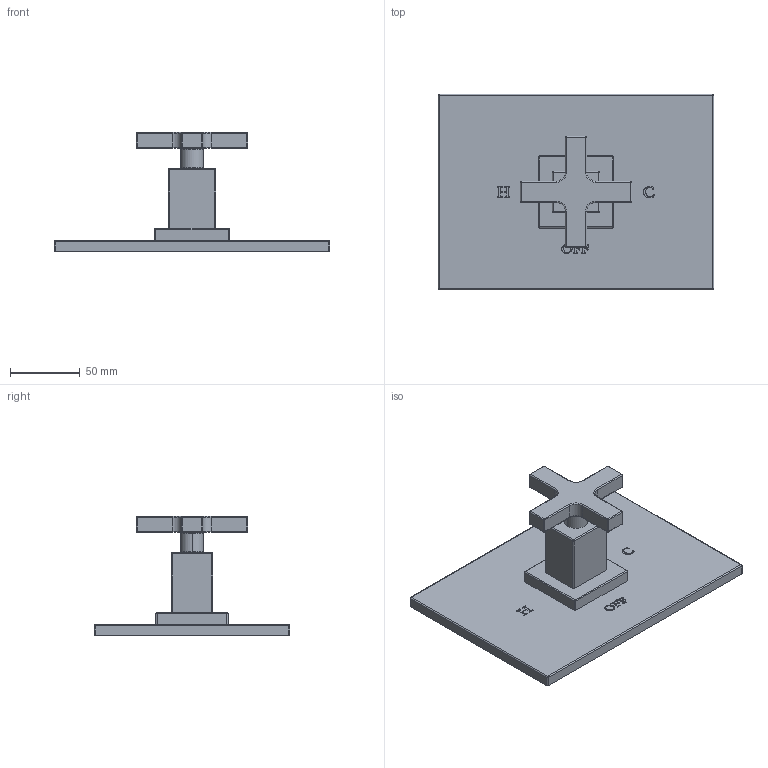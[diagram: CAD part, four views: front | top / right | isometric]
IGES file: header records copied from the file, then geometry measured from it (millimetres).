
Start section:  PTC IGES file: 4-2064bp.igs
Global section: file name: 4-2064bp.igs; native system: Creo Parametric by PTC Inc.; preprocessor: 2018400; author: jinson.thomas; organization: Unknown; date: 20210603.160050; units: inch
Bounding box: 196.85 x 139.7 x 85.24 mm (x, y, z)
Volume: 311862.4 mm3; surface area: 75437.1 mm2
Topology: 1 solids, 1 shells, 351 faces, 912 edges, 574 vertices
Faces by surface type: extrusion 178, revolution 102, bspline 71
